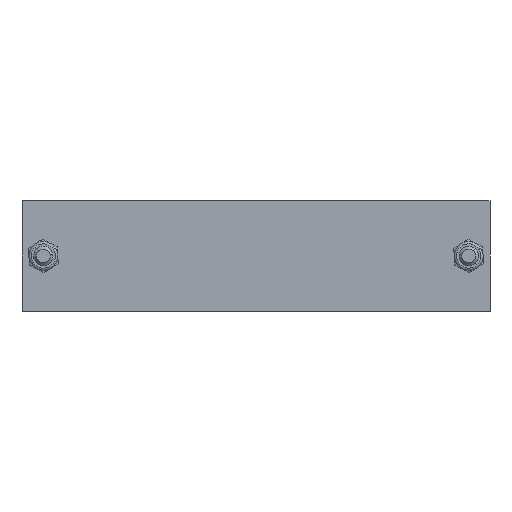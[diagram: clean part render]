
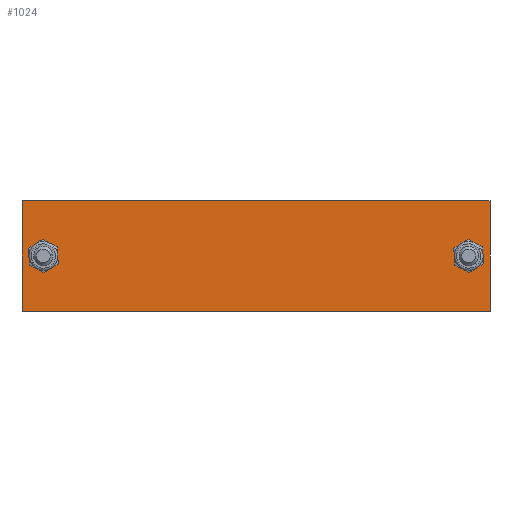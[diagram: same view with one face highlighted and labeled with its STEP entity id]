
A CAD part, front view. The second image highlights one B-rep face of the part: STEP entity #1024.
In plain terms, the highlighted face is planar.
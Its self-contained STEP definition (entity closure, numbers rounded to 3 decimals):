
#21 = CARTESIAN_POINT ( 'NONE',  ( 146.5, 40., 0. ) ) ;
#92 = DIRECTION ( 'NONE',  ( -1., 0., 0. ) ) ;
#111 = VERTEX_POINT ( 'NONE', #2364 ) ;
#160 = DIRECTION ( 'NONE',  ( -1., 0., 0. ) ) ;
#190 = DIRECTION ( 'NONE',  ( 0., -1., 0. ) ) ;
#198 = EDGE_CURVE ( 'NONE', #1927, #2034, #1620, .T. ) ;
#250 = DIRECTION ( 'NONE',  ( 1., 0., 0. ) ) ;
#297 = AXIS2_PLACEMENT_3D ( 'NONE', #1689, #1498, #385 ) ;
#323 = VERTEX_POINT ( 'NONE', #2304 ) ;
#336 = VECTOR ( 'NONE', #1292, 1000. ) ;
#360 = CARTESIAN_POINT ( 'NONE',  ( -146.5, 40., 0. ) ) ;
#365 = VECTOR ( 'NONE', #190, 1000. ) ;
#385 = DIRECTION ( 'NONE',  ( 1., 0., 0. ) ) ;
#393 = DIRECTION ( 'NONE',  ( 0., 1., 0. ) ) ;
#447 = ORIENTED_EDGE ( 'NONE', *, *, #1217, .F. ) ;
#500 = EDGE_CURVE ( 'NONE', #1143, #323, #1653, .T. ) ;
#508 = CARTESIAN_POINT ( 'NONE',  ( -170., 80., 0. ) ) ;
#516 = AXIS2_PLACEMENT_3D ( 'NONE', #888, #1607, #2337 ) ;
#524 = EDGE_CURVE ( 'NONE', #2064, #2227, #2350, .T. ) ;
#526 = CARTESIAN_POINT ( 'NONE',  ( 162.5, 40., 0. ) ) ;
#548 = EDGE_CURVE ( 'NONE', #2227, #2064, #1171, .T. ) ;
#576 = EDGE_LOOP ( 'NONE', ( #1961, #2143, #447, #964 ) ) ;
#613 = VERTEX_POINT ( 'NONE', #766 ) ;
#681 = ORIENTED_EDGE ( 'NONE', *, *, #524, .T. ) ;
#766 = CARTESIAN_POINT ( 'NONE',  ( 170., 80., 0. ) ) ;
#772 = FACE_BOUND ( 'NONE', #1115, .T. ) ;
#817 = PLANE ( 'NONE',  #934 ) ;
#836 = CARTESIAN_POINT ( 'NONE',  ( -162.5, 40., 0. ) ) ;
#858 = EDGE_CURVE ( 'NONE', #2034, #1927, #1522, .T. ) ;
#864 = EDGE_LOOP ( 'NONE', ( #1749, #681 ) ) ;
#888 = CARTESIAN_POINT ( 'NONE',  ( 154.5, 40., 0. ) ) ;
#934 = AXIS2_PLACEMENT_3D ( 'NONE', #2083, #1715, #92 ) ;
#957 = DIRECTION ( 'NONE',  ( 0., 0., 1. ) ) ;
#964 = ORIENTED_EDGE ( 'NONE', *, *, #1885, .F. ) ;
#1024 = ADVANCED_FACE ( 'NONE', ( #772, #1751, #1547 ), #817, .T. ) ;
#1115 = EDGE_LOOP ( 'NONE', ( #1693, #1984 ) ) ;
#1116 = LINE ( 'NONE', #1276, #336 ) ;
#1143 = VERTEX_POINT ( 'NONE', #508 ) ;
#1171 = CIRCLE ( 'NONE', #516, 8. ) ;
#1186 = CARTESIAN_POINT ( 'NONE',  ( -154.5, 40., 0. ) ) ;
#1217 = EDGE_CURVE ( 'NONE', #111, #613, #1308, .T. ) ;
#1276 = CARTESIAN_POINT ( 'NONE',  ( -170., 80., 0. ) ) ;
#1292 = DIRECTION ( 'NONE',  ( -1., 0., 0. ) ) ;
#1308 = LINE ( 'NONE', #1839, #1320 ) ;
#1320 = VECTOR ( 'NONE', #393, 1000. ) ;
#1498 = DIRECTION ( 'NONE',  ( 0., 0., 1. ) ) ;
#1522 = CIRCLE ( 'NONE', #297, 8. ) ;
#1547 = FACE_BOUND ( 'NONE', #864, .T. ) ;
#1552 = LINE ( 'NONE', #2290, #2091 ) ;
#1607 = DIRECTION ( 'NONE',  ( 0., 0., 1. ) ) ;
#1620 = CIRCLE ( 'NONE', #2120, 8. ) ;
#1653 = LINE ( 'NONE', #1979, #365 ) ;
#1661 = AXIS2_PLACEMENT_3D ( 'NONE', #2157, #2171, #160 ) ;
#1689 = CARTESIAN_POINT ( 'NONE',  ( -154.5, 40., 0. ) ) ;
#1693 = ORIENTED_EDGE ( 'NONE', *, *, #198, .T. ) ;
#1715 = DIRECTION ( 'NONE',  ( 0., 0., -1. ) ) ;
#1749 = ORIENTED_EDGE ( 'NONE', *, *, #548, .T. ) ;
#1751 = FACE_OUTER_BOUND ( 'NONE', #576, .T. ) ;
#1839 = CARTESIAN_POINT ( 'NONE',  ( 170., 0., 0. ) ) ;
#1885 = EDGE_CURVE ( 'NONE', #323, #111, #1552, .T. ) ;
#1927 = VERTEX_POINT ( 'NONE', #836 ) ;
#1946 = DIRECTION ( 'NONE',  ( 1., 0., 0. ) ) ;
#1961 = ORIENTED_EDGE ( 'NONE', *, *, #500, .F. ) ;
#1979 = CARTESIAN_POINT ( 'NONE',  ( -170., 0., 0. ) ) ;
#1984 = ORIENTED_EDGE ( 'NONE', *, *, #858, .T. ) ;
#2034 = VERTEX_POINT ( 'NONE', #360 ) ;
#2064 = VERTEX_POINT ( 'NONE', #526 ) ;
#2083 = CARTESIAN_POINT ( 'NONE',  ( -170., 80., 0. ) ) ;
#2091 = VECTOR ( 'NONE', #1946, 1000. ) ;
#2099 = EDGE_CURVE ( 'NONE', #613, #1143, #1116, .T. ) ;
#2120 = AXIS2_PLACEMENT_3D ( 'NONE', #1186, #957, #250 ) ;
#2143 = ORIENTED_EDGE ( 'NONE', *, *, #2099, .F. ) ;
#2157 = CARTESIAN_POINT ( 'NONE',  ( 154.5, 40., 0. ) ) ;
#2171 = DIRECTION ( 'NONE',  ( 0., 0., 1. ) ) ;
#2227 = VERTEX_POINT ( 'NONE', #21 ) ;
#2290 = CARTESIAN_POINT ( 'NONE',  ( 170., 0., 0. ) ) ;
#2304 = CARTESIAN_POINT ( 'NONE',  ( -170., 0., 0. ) ) ;
#2337 = DIRECTION ( 'NONE',  ( -1., 0., 0. ) ) ;
#2350 = CIRCLE ( 'NONE', #1661, 8. ) ;
#2364 = CARTESIAN_POINT ( 'NONE',  ( 170., 0., 0. ) ) ;
